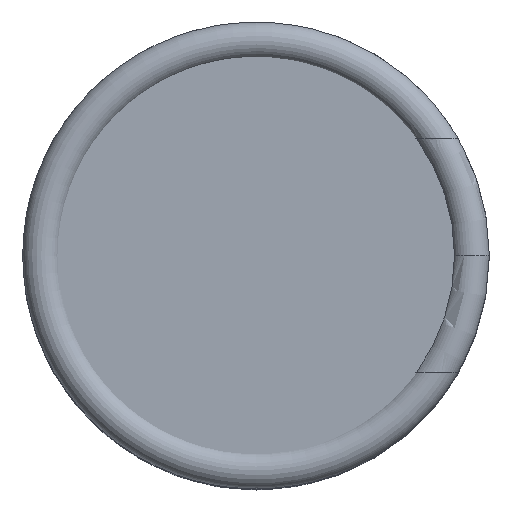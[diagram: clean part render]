
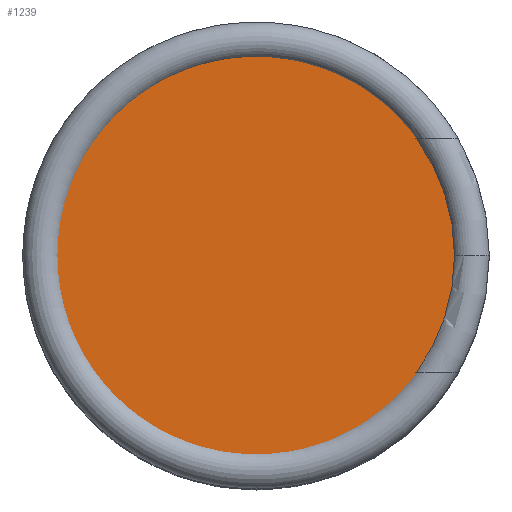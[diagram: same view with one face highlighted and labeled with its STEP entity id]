
A CAD part, top view. The second image highlights one B-rep face of the part: STEP entity #1239.
In plain terms, the highlighted planar face has unit normal (0, 0, 1).
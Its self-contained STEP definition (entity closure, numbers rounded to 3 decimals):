
#1210 = EDGE_CURVE('',#1211,#1211,#1213,.T.);
#1211 = VERTEX_POINT('',#1212);
#1212 = CARTESIAN_POINT('',(5.75,0.,14.75));
#1213 = CIRCLE('',#1214,5.75);
#1214 = AXIS2_PLACEMENT_3D('',#1215,#1216,#1217);
#1215 = CARTESIAN_POINT('',(0.,0.,14.75));
#1216 = DIRECTION('',(0.,0.,1.));
#1217 = DIRECTION('',(1.,0.,0.));
#1239 = ADVANCED_FACE('',(#1240),#1243,.T.);
#1240 = FACE_BOUND('',#1241,.T.);
#1241 = EDGE_LOOP('',(#1242));
#1242 = ORIENTED_EDGE('',*,*,#1210,.T.);
#1243 = PLANE('',#1244);
#1244 = AXIS2_PLACEMENT_3D('',#1245,#1246,#1247);
#1245 = CARTESIAN_POINT('',(0.,0.,14.75));
#1246 = DIRECTION('',(0.,0.,1.));
#1247 = DIRECTION('',(1.,0.,0.));
